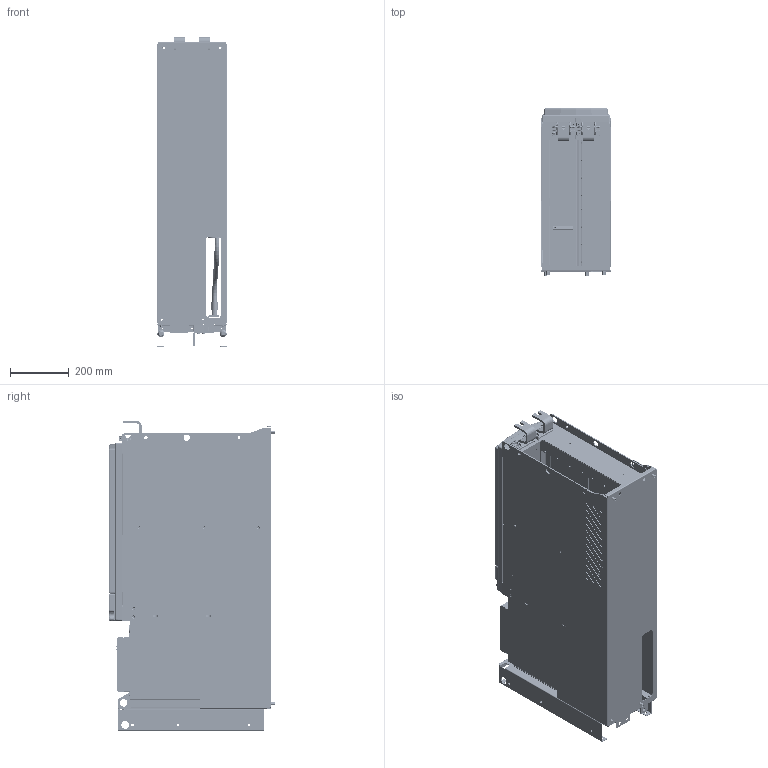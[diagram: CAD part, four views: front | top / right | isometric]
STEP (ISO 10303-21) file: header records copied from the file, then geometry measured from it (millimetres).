
FILE_DESCRIPTION((''),'2;1');
FILE_NAME('MCAD_VACON_NXP_FI10_IP00_ASM','2022-03-02T09:25:15',('U382211'),('Danfoss Power Electronics'),'CREO PARAMETRIC BY PTC INC, 2020342','CREO PARAMETRIC BY PTC INC, 2020342','');
FILE_SCHEMA(('CONFIG_CONTROL_DESIGN','GEOMETRIC_VALIDATION_PROPERTIES_MIM'));
Products named in the file (96): U3820A505865SXGL_1; U3820A505865SXGL_2; U3820A505865SXGL_3; U3820A505865SXGL_4; U3820A505865SXGL_5; U3820A505865SXGL_6; U3820A505865SXGL_7; U3820A505865SXGL_8; U3820A505865SXGL_9; U3820A505865SXGL_10; U3820A505865SXGL_11; U3820A505865SXGL_12; U3820A505865SXGL_13; U3820A505865SXGL_14; U3820A505865SXGL_15; U3820A505865SXGL_16; U3820A505865SXGL_17; U3820A505865SXGL_18; U3820A505865SXGL_19; U3820A505865SXGL_20; U3820A505865SXGL_21; U3820A505865SXGL_22; U3820A505865SXGL_23; U3820A505865SXGL_24; U3820A505865SXGL_25; U3820A505865SXGL_26; U3820A505865SXGL_27; U3820A505865SXGL_28; U3820A505865SXGL_29; U3820A505865SXGL_30; U3820A505865SXGL_31; U3820A505865SXGL_32; U3820A505865SXGL_33; U3820A505865SXGL_34; U3820A505865SXGL_35; U3820A505865SXGL_36; U3820A505865SXGL_37; U3820A505865SXGL_38; U3820A505865SXGL_39; U3820A505865SXGL_40 ...
Assembly tree (95 placements, depth 3):
  MCAD_VACON_NXP_FI10_IP00_ASM
    U3820A505865SXGL_ASM
      U3820A505865SXGL_1
      U3820A505865SXGL_2
      U3820A505865SXGL_3
      U3820A505865SXGL_4
      U3820A505865SXGL_5
      U3820A505865SXGL_6
      U3820A505865SXGL_7
      U3820A505865SXGL_8
      U3820A505865SXGL_9
      U3820A505865SXGL_10
      U3820A505865SXGL_11
      U3820A505865SXGL_12
      U3820A505865SXGL_13
      U3820A505865SXGL_14
      U3820A505865SXGL_15
      U3820A505865SXGL_16
      U3820A505865SXGL_17
      U3820A505865SXGL_18
      U3820A505865SXGL_19
      U3820A505865SXGL_20
      U3820A505865SXGL_21
      U3820A505865SXGL_22
      U3820A505865SXGL_23
      U3820A505865SXGL_24
      U3820A505865SXGL_25
      U3820A505865SXGL_26
      U3820A505865SXGL_27
      U3820A505865SXGL_28
      U3820A505865SXGL_29
      U3820A505865SXGL_30
      U3820A505865SXGL_31
      U3820A505865SXGL_32
      U3820A505865SXGL_33
      U3820A505865SXGL_34
      U3820A505865SXGL_35
      U3820A505865SXGL_36
      U3820A505865SXGL_37
      U3820A505865SXGL_38
      U3820A505865SXGL_39
      U3820A505865SXGL_40
      U3820A505865SXGL_41
      U3820A505865SXGL_42
      U3820A505865SXGL_43
      U3820A505865SXGL_44
      U3820A505865SXGL_45
      U3820A505865SXGL_46
      U3820A505865SXGL_47
      U3820A505865SXGL_48
      U3820A505865SXGL_49
      U3820A505865SXGL_50
      U3820A505865SXGL_51
      U3820A505865SXGL_52
      U3820A505865SXGL_54
      U3820A505865SXGL_55
      U3820A505865SXGL_56
      U3820A505865SXGL_57
      U3820A505865SXGL_58
      U3820A505865SXGL_59
Bounding box: 239 x 566 x 1050 mm (x, y, z)
Volume: 6769364.3 mm3; surface area: 6150566.8 mm2
Topology: 94 solids, 94 shells, 6203 faces, 16514 edges, 10590 vertices
Faces by surface type: plane 2512, cylinder 2429, cone 393, torus 391, bspline 361, sphere 96, extrusion 16, revolution 5
Entity records: 280795 total; most frequent: CARTESIAN_POINT 56265, DIRECTION 33202, ORIENTED_EDGE 32736, PRESENTATION_STYLE_ASSIGNMENT 17014, EDGE_CURVE 16368, STYLED_ITEM 14673, CURVE_STYLE 14584, AXIS2_PLACEMENT_3D 12244
